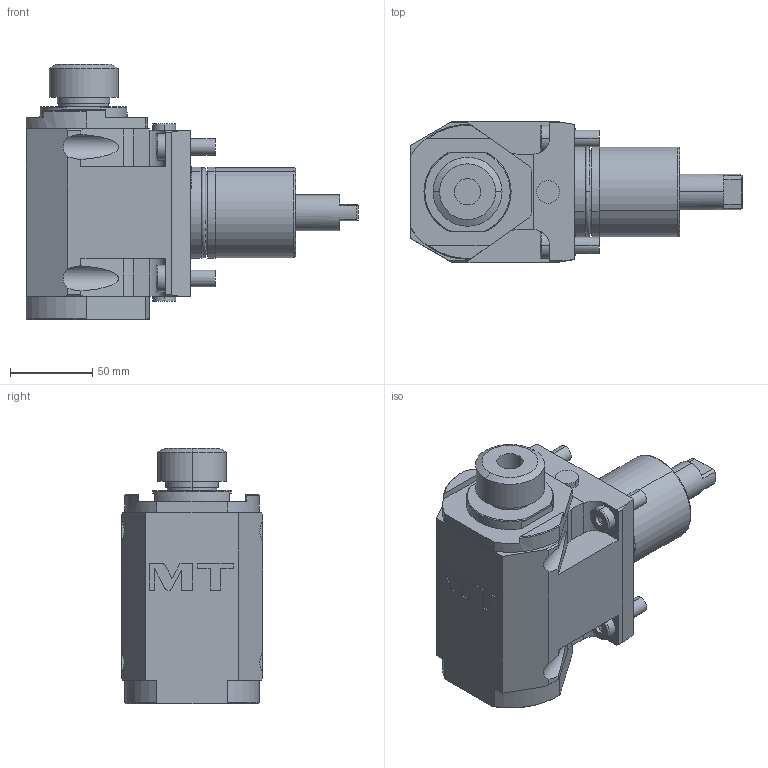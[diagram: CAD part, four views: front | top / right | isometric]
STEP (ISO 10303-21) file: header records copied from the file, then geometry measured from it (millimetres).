
FILE_DESCRIPTION((''),'2;1');
FILE_NAME('OKU0670225_CONF','2023-06-19T16:26:48',('smalpassi'),('M.T. srl'),'CREO PARAMETRIC BY PTC INC, 2021072','CREO PARAMETRIC BY PTC INC, 2021072','');
FILE_SCHEMA(('CONFIG_CONTROL_DESIGN'));
Length unit declared in the file: millimetre
Products named in the file (1): OKU0670225_CONF
Bounding box: 202 x 86 x 155.16 mm (x, y, z)
Volume: 1072550.6 mm3; surface area: 88407.3 mm2
Topology: 1 solids, 1 shells, 241 faces, 615 edges, 396 vertices
Faces by surface type: plane 121, cylinder 78, cone 24, torus 16, extrusion 2
Entity records: 8420 total; most frequent: CARTESIAN_POINT 2523, DIRECTION 1223, ORIENTED_EDGE 1214, EDGE_CURVE 607, AXIS2_PLACEMENT_3D 441, VERTEX_POINT 396, VECTOR 341, LINE 339
